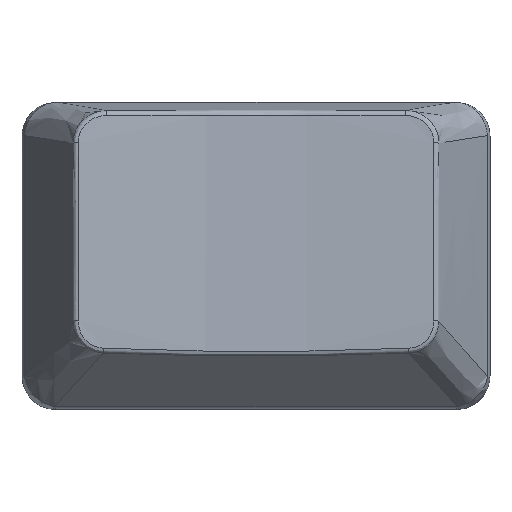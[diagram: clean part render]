
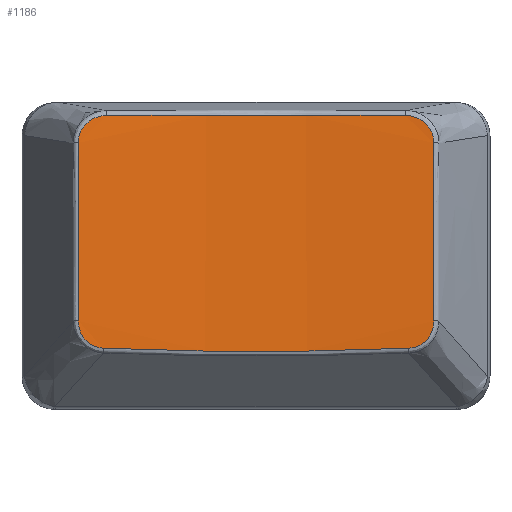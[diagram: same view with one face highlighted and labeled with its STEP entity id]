
A CAD part, top view. The second image highlights one B-rep face of the part: STEP entity #1186.
In plain terms, the highlighted free-form (B-spline) face has degree [1, 2] with [2, 3] control points.
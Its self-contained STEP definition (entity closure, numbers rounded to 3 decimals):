
#17=(
BOUNDED_SURFACE()
B_SPLINE_SURFACE(1,2,((#2453,#2454,#2455),(#2456,#2457,#2458)),
 .UNSPECIFIED.,.F.,.F.,.F.)
B_SPLINE_SURFACE_WITH_KNOTS((2,2),(3,3),(0.005,0.137),
(-1.67,-1.472),.UNSPECIFIED.)
GEOMETRIC_REPRESENTATION_ITEM()
RATIONAL_B_SPLINE_SURFACE(((1.,0.995,1.),(1.,0.995,
1.)))
REPRESENTATION_ITEM('')
SURFACE()
);
#209=FACE_OUTER_BOUND('',#283,.T.);
#283=EDGE_LOOP('',(#902,#903,#904,#905,#906,#907,#908,#909));
#358=B_SPLINE_CURVE_WITH_KNOTS('',3,(#2152,#2153,#2154,#2155,#2156,#2157),
 .UNSPECIFIED.,.F.,.F.,(4,1,1,4),(0.,0.113,0.188,0.263),
 .UNSPECIFIED.);
#359=B_SPLINE_CURVE_WITH_KNOTS('',3,(#2179,#2180,#2181,#2182),
 .UNSPECIFIED.,.F.,.F.,(4,4),(-1.055,0.),.UNSPECIFIED.);
#360=B_SPLINE_CURVE_WITH_KNOTS('',3,(#2216,#2217,#2218,#2219,#2220,#2221),
 .UNSPECIFIED.,.F.,.F.,(4,1,1,4),(0.,0.105,0.174,
0.244),.UNSPECIFIED.);
#361=B_SPLINE_CURVE_WITH_KNOTS('',3,(#2244,#2245,#2246,#2247),
 .UNSPECIFIED.,.F.,.F.,(4,4),(0.,1.814),
 .UNSPECIFIED.);
#362=B_SPLINE_CURVE_WITH_KNOTS('',3,(#2275,#2276,#2277,#2278,#2279),
 .UNSPECIFIED.,.F.,.F.,(4,1,4),(0.,0.105,
0.244),.UNSPECIFIED.);
#363=B_SPLINE_CURVE_WITH_KNOTS('',3,(#2301,#2302,#2303,#2304),
 .UNSPECIFIED.,.F.,.F.,(4,4),(-1.055,0.),.UNSPECIFIED.);
#366=B_SPLINE_CURVE_WITH_KNOTS('',3,(#2350,#2351,#2352,#2353,#2354,#2355),
 .UNSPECIFIED.,.F.,.F.,(4,1,1,4),(0.,0.075,0.15,
0.263),.UNSPECIFIED.);
#368=B_SPLINE_CURVE_WITH_KNOTS('',3,(#2380,#2381,#2382,#2383),
 .UNSPECIFIED.,.F.,.F.,(4,4),(0.,1.772),
 .UNSPECIFIED.);
#489=VERTEX_POINT('',#2141);
#491=VERTEX_POINT('',#2150);
#492=VERTEX_POINT('',#2178);
#493=VERTEX_POINT('',#2214);
#494=VERTEX_POINT('',#2242);
#495=VERTEX_POINT('',#2273);
#496=VERTEX_POINT('',#2300);
#498=VERTEX_POINT('',#2341);
#631=EDGE_CURVE('',#491,#489,#358,.T.);
#632=EDGE_CURVE('',#489,#492,#359,.T.);
#635=EDGE_CURVE('',#492,#493,#360,.T.);
#637=EDGE_CURVE('',#493,#494,#361,.T.);
#639=EDGE_CURVE('',#494,#495,#362,.T.);
#640=EDGE_CURVE('',#495,#496,#363,.T.);
#645=EDGE_CURVE('',#496,#498,#366,.T.);
#647=EDGE_CURVE('',#498,#491,#368,.T.);
#902=ORIENTED_EDGE('',*,*,#631,.F.);
#903=ORIENTED_EDGE('',*,*,#647,.F.);
#904=ORIENTED_EDGE('',*,*,#645,.F.);
#905=ORIENTED_EDGE('',*,*,#640,.F.);
#906=ORIENTED_EDGE('',*,*,#639,.F.);
#907=ORIENTED_EDGE('',*,*,#637,.F.);
#908=ORIENTED_EDGE('',*,*,#635,.F.);
#909=ORIENTED_EDGE('',*,*,#632,.F.);
#1186=ADVANCED_FACE('',(#209),#17,.T.);
#2141=CARTESIAN_POINT('',(10.527,6.678,6.188));
#2150=CARTESIAN_POINT('',(8.825,8.301,5.95));
#2152=CARTESIAN_POINT('Ctrl Pts',(8.825,8.301,5.95));
#2153=CARTESIAN_POINT('Ctrl Pts',(9.199,8.298,5.981));
#2154=CARTESIAN_POINT('Ctrl Pts',(9.822,8.106,6.046));
#2155=CARTESIAN_POINT('Ctrl Pts',(10.408,7.428,6.137));
#2156=CARTESIAN_POINT('Ctrl Pts',(10.527,6.928,6.175));
#2157=CARTESIAN_POINT('Ctrl Pts',(10.527,6.678,6.188));
#2178=CARTESIAN_POINT('',(10.517,-3.854,6.74));
#2179=CARTESIAN_POINT('Ctrl Pts',(10.527,6.678,6.188));
#2180=CARTESIAN_POINT('Ctrl Pts',(10.523,3.167,6.372));
#2181=CARTESIAN_POINT('Ctrl Pts',(10.52,-0.343,6.556));
#2182=CARTESIAN_POINT('Ctrl Pts',(10.517,-3.854,6.74));
#2214=CARTESIAN_POINT('',(9.03,-5.468,6.688));
#2216=CARTESIAN_POINT('Ctrl Pts',(10.517,-3.854,6.74));
#2217=CARTESIAN_POINT('Ctrl Pts',(10.517,-4.202,6.758));
#2218=CARTESIAN_POINT('Ctrl Pts',(10.348,-4.789,6.772));
#2219=CARTESIAN_POINT('Ctrl Pts',(9.72,-5.341,6.741));
#2220=CARTESIAN_POINT('Ctrl Pts',(9.261,-5.458,6.707));
#2221=CARTESIAN_POINT('Ctrl Pts',(9.03,-5.468,6.688));
#2242=CARTESIAN_POINT('',(-9.03,-5.468,6.688));
#2244=CARTESIAN_POINT('Ctrl Pts',(9.03,-5.468,6.688));
#2245=CARTESIAN_POINT('Ctrl Pts',(3.027,-5.72,6.195));
#2246=CARTESIAN_POINT('Ctrl Pts',(-3.027,-5.72,6.195));
#2247=CARTESIAN_POINT('Ctrl Pts',(-9.03,-5.468,6.688));
#2273=CARTESIAN_POINT('',(-10.517,-3.854,6.74));
#2275=CARTESIAN_POINT('Ctrl Pts',(-9.03,-5.468,6.688));
#2276=CARTESIAN_POINT('Ctrl Pts',(-9.376,-5.453,6.717));
#2277=CARTESIAN_POINT('Ctrl Pts',(-10.185,-5.145,6.774));
#2278=CARTESIAN_POINT('Ctrl Pts',(-10.517,-4.318,6.764));
#2279=CARTESIAN_POINT('Ctrl Pts',(-10.517,-3.854,6.74));
#2300=CARTESIAN_POINT('',(-10.527,6.678,6.188));
#2301=CARTESIAN_POINT('Ctrl Pts',(-10.517,-3.854,6.74));
#2302=CARTESIAN_POINT('Ctrl Pts',(-10.52,-0.343,6.556));
#2303=CARTESIAN_POINT('Ctrl Pts',(-10.523,3.167,6.372));
#2304=CARTESIAN_POINT('Ctrl Pts',(-10.527,6.678,6.188));
#2341=CARTESIAN_POINT('',(-8.825,8.301,5.95));
#2350=CARTESIAN_POINT('Ctrl Pts',(-10.527,6.678,6.188));
#2351=CARTESIAN_POINT('Ctrl Pts',(-10.527,6.928,6.175));
#2352=CARTESIAN_POINT('Ctrl Pts',(-10.408,7.428,6.137));
#2353=CARTESIAN_POINT('Ctrl Pts',(-9.822,8.106,6.046));
#2354=CARTESIAN_POINT('Ctrl Pts',(-9.199,8.298,5.981));
#2355=CARTESIAN_POINT('Ctrl Pts',(-8.825,8.301,5.95));
#2380=CARTESIAN_POINT('Ctrl Pts',(-8.825,8.301,5.95));
#2381=CARTESIAN_POINT('Ctrl Pts',(-2.955,8.343,5.463));
#2382=CARTESIAN_POINT('Ctrl Pts',(2.955,8.343,5.463));
#2383=CARTESIAN_POINT('Ctrl Pts',(8.825,8.301,5.95));
#2453=CARTESIAN_POINT('Ctrl Pts',(10.527,-5.638,6.834));
#2454=CARTESIAN_POINT('Ctrl Pts',(0.,-5.692,
5.8));
#2455=CARTESIAN_POINT('Ctrl Pts',(-10.527,-5.638,6.834));
#2456=CARTESIAN_POINT('Ctrl Pts',(10.527,8.377,6.099));
#2457=CARTESIAN_POINT('Ctrl Pts',(0.,8.322,
5.066));
#2458=CARTESIAN_POINT('Ctrl Pts',(-10.527,8.377,6.099));
